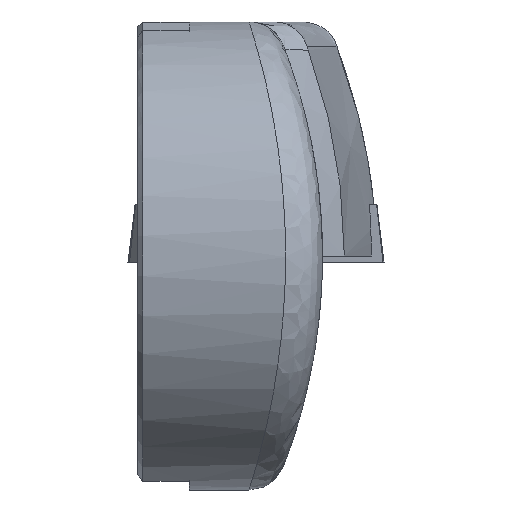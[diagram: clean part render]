
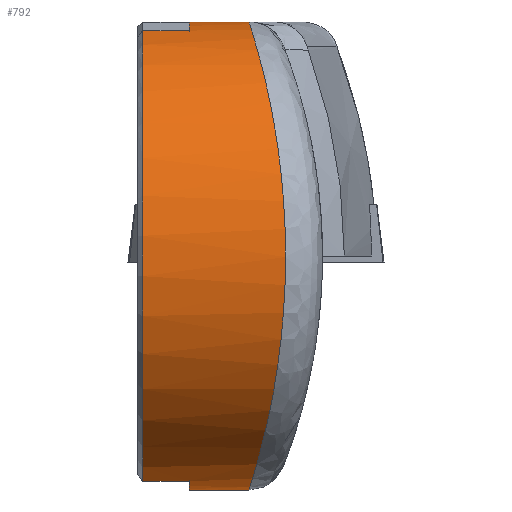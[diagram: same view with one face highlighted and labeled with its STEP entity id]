
A CAD part, left-side view. The second image highlights one B-rep face of the part: STEP entity #792.
In plain terms, the highlighted cylindrical face has radius 9.5 mm (diameter 19 mm), a partial arc.
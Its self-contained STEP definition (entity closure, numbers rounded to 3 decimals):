
#780=VERTEX_POINT('NONE',#2043);
#792=ADVANCED_FACE('NONE',(#2059),#2060,.T.);
#798=EDGE_CURVE('NONE',#1184,#1380,#2067,.T.);
#896=VERTEX_POINT('NONE',#2179);
#908=EDGE_CURVE('NONE',#1140,#896,#2195,.F.);
#1034=EDGE_CURVE('NONE',#896,#1078,#2341,.F.);
#1078=VERTEX_POINT('NONE',#2389);
#1080=EDGE_CURVE('NONE',#1184,#1494,#2391,.T.);
#1140=VERTEX_POINT('NONE',#2457);
#1184=VERTEX_POINT('NONE',#2506);
#1238=EDGE_CURVE('NONE',#1494,#1140,#2564,.F.);
#1264=VERTEX_POINT('NONE',#2594);
#1334=EDGE_CURVE('NONE',#1078,#1264,#2670,.T.);
#1380=VERTEX_POINT('NONE',#2718);
#1494=VERTEX_POINT('NONE',#2837);
#1578=EDGE_CURVE('NONE',#780,#1380,#2928,.F.);
#1610=EDGE_CURVE('NONE',#1264,#780,#2963,.F.);
#2043=CARTESIAN_POINT('',(-2.55,-2.1,-9.151));
#2059=FACE_OUTER_BOUND('',#3499,.T.);
#2060=CYLINDRICAL_SURFACE('',#3500,9.5);
#2067=LINE('',#3510,#3511);
#2179=CARTESIAN_POINT('',(-2.55,-2.1,9.151));
#2195=CIRCLE('',#3926,9.5);
#2341=LINE('',#4130,#4131);
#2389=CARTESIAN_POINT('',(-2.55,-0.2,9.151));
#2391=B_SPLINE_CURVE_WITH_KNOTS('',3,(#4216,#4217,#4218,#4219,#4220,#4221,#4222,#4223,#4224,#4225,#4226,#4227,#4228,#4229,#4230,#4231,#4232,#4233,#4234,#4235,#4236,#4237,#4238,#4239,#4240,#4241,#4242,#4243,#4244,#4245,#4246),.UNSPECIFIED.,.F.,.F.,(4,3,3,3,3,3,3,3,3,3,4),(0.25,0.279,0.29,0.388,0.495,0.544,0.631,0.717,0.826,0.918,1.0),.UNSPECIFIED.);
#2457=CARTESIAN_POINT('',(0.,-2.1,9.5));
#2506=CARTESIAN_POINT('',(0.,-4.512,-9.5));
#2564=LINE('',#4624,#4625);
#2594=CARTESIAN_POINT('',(-2.55,-0.2,-9.151));
#2670=CIRCLE('',#4810,9.5);
#2718=CARTESIAN_POINT('',(0.,-2.1,-9.5));
#2837=CARTESIAN_POINT('',(0.,-4.512,9.5));
#2928=CIRCLE('',#5260,9.5);
#2963=LINE('',#5331,#5332);
#3499=EDGE_LOOP('',(#8869,#8870,#8871,#8872,#8873,#8874,#8875,#8876));
#3500=AXIS2_PLACEMENT_3D('',#8877,#8878,#8879);
#3510=CARTESIAN_POINT('',(0.,-15.0,-9.5));
#3511=VECTOR('',#8893,1000.0);
#3926=AXIS2_PLACEMENT_3D('',#9075,#9076,#9077);
#4130=CARTESIAN_POINT('',(-2.55,-15.0,9.151));
#4131=VECTOR('',#9277,1.0);
#4216=CARTESIAN_POINT('',(0.,-4.512,-9.5));
#4217=CARTESIAN_POINT('',(-0.387,-4.512,-9.5));
#4218=CARTESIAN_POINT('',(-0.774,-4.518,-9.476));
#4219=CARTESIAN_POINT('',(-1.158,-4.535,-9.429));
#4220=CARTESIAN_POINT('',(-1.298,-4.54,-9.412));
#4221=CARTESIAN_POINT('',(-1.438,-4.547,-9.392));
#4222=CARTESIAN_POINT('',(-1.577,-4.554,-9.368));
#4223=CARTESIAN_POINT('',(-2.868,-4.624,-9.151));
#4224=CARTESIAN_POINT('',(-4.106,-4.779,-8.664));
#4225=CARTESIAN_POINT('',(-5.193,-4.968,-7.955));
#4226=CARTESIAN_POINT('',(-6.378,-5.173,-7.182));
#4227=CARTESIAN_POINT('',(-7.383,-5.415,-6.144));
#4228=CARTESIAN_POINT('',(-8.118,-5.609,-4.934));
#4229=CARTESIAN_POINT('',(-8.451,-5.696,-4.386));
#4230=CARTESIAN_POINT('',(-8.729,-5.774,-3.803));
#4231=CARTESIAN_POINT('',(-8.946,-5.837,-3.197));
#4232=CARTESIAN_POINT('',(-9.339,-5.949,-2.096));
#4233=CARTESIAN_POINT('',(-9.528,-6.008,-0.918));
#4234=CARTESIAN_POINT('',(-9.497,-5.999,0.256));
#4235=CARTESIAN_POINT('',(-9.466,-5.99,1.399));
#4236=CARTESIAN_POINT('',(-9.226,-5.915,2.536));
#4237=CARTESIAN_POINT('',(-8.796,-5.794,3.589));
#4238=CARTESIAN_POINT('',(-8.25,-5.64,4.926));
#4239=CARTESIAN_POINT('',(-7.4,-5.41,6.127));
#4240=CARTESIAN_POINT('',(-6.33,-5.186,7.083));
#4241=CARTESIAN_POINT('',(-5.428,-4.996,7.89));
#4242=CARTESIAN_POINT('',(-4.369,-4.814,8.523));
#4243=CARTESIAN_POINT('',(-3.222,-4.689,8.937));
#4244=CARTESIAN_POINT('',(-2.195,-4.576,9.307));
#4245=CARTESIAN_POINT('',(-1.097,-4.512,9.5));
#4246=CARTESIAN_POINT('',(0.,-4.512,9.5));
#4624=CARTESIAN_POINT('',(0.,-15.0,9.5));
#4625=VECTOR('',#9543,1.0);
#4810=AXIS2_PLACEMENT_3D('',#9657,#9658,#9659);
#5260=AXIS2_PLACEMENT_3D('',#9872,#9873,#9874);
#5331=CARTESIAN_POINT('',(-2.55,-15.0,-9.151));
#5332=VECTOR('',#9911,1.0);
#8869=ORIENTED_EDGE('',*,*,#798,.F.);
#8870=ORIENTED_EDGE('',*,*,#1080,.T.);
#8871=ORIENTED_EDGE('',*,*,#1238,.T.);
#8872=ORIENTED_EDGE('',*,*,#908,.T.);
#8873=ORIENTED_EDGE('',*,*,#1034,.T.);
#8874=ORIENTED_EDGE('',*,*,#1334,.T.);
#8875=ORIENTED_EDGE('',*,*,#1610,.T.);
#8876=ORIENTED_EDGE('',*,*,#1578,.T.);
#8877=CARTESIAN_POINT('',(0.0,-15.0,0.0));
#8878=DIRECTION('',(-0.0,1.0,0.0));
#8879=DIRECTION('',(0.,0.0,-1.0));
#8893=DIRECTION('',(0.0,1.0,0.0));
#9075=CARTESIAN_POINT('',(0.0,-2.1,0.0));
#9076=DIRECTION('',(0.0,1.0,0.0));
#9077=DIRECTION('',(0.,0.0,-1.0));
#9277=DIRECTION('',(0.0,-1.0,0.0));
#9543=DIRECTION('',(0.0,-1.0,0.0));
#9657=CARTESIAN_POINT('',(0.0,-0.2,0.0));
#9658=DIRECTION('',(0.0,-1.0,-0.0));
#9659=DIRECTION('',(0.,0.0,-1.0));
#9872=CARTESIAN_POINT('',(0.0,-2.1,0.0));
#9873=DIRECTION('',(0.0,1.0,0.0));
#9874=DIRECTION('',(0.,0.0,-1.0));
#9911=DIRECTION('',(-0.0,1.0,0.0));
